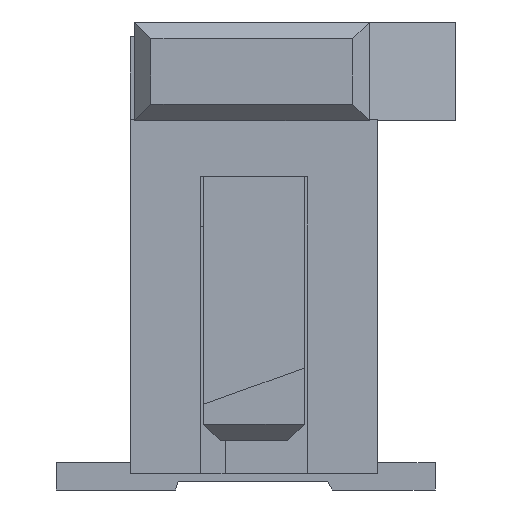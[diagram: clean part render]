
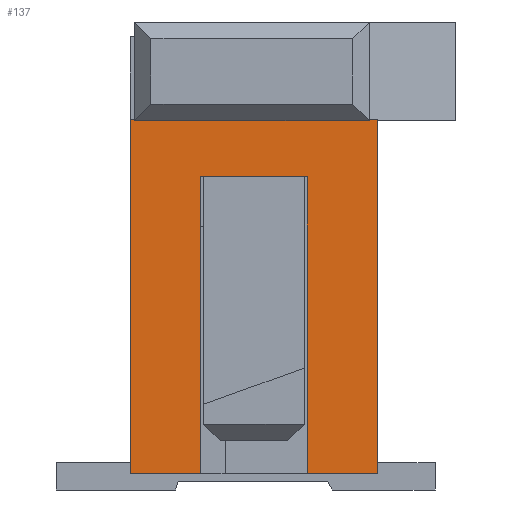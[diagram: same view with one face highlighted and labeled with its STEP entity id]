
A CAD part, left-side view. The second image highlights one B-rep face of the part: STEP entity #137.
In plain terms, the highlighted planar face has unit normal (-1, 0, 0).
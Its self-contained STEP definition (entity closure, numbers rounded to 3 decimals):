
#137=ADVANCED_FACE('',(#583),#584,.T.);
#583=FACE_OUTER_BOUND('',#1269,.T.);
#584=PLANE('',#1270);
#1269=EDGE_LOOP('',(#2715,#2716,#2717,#2718,#2719,#2720,#2721,#2722,#2723,#2724,#2725,#2726));
#1270=AXIS2_PLACEMENT_3D('',#2727,#2728,#2729);
#2715=ORIENTED_EDGE('',*,*,#5249,.T.);
#2716=ORIENTED_EDGE('',*,*,#4785,.T.);
#2717=ORIENTED_EDGE('',*,*,#5252,.F.);
#2718=ORIENTED_EDGE('',*,*,#5169,.F.);
#2719=ORIENTED_EDGE('',*,*,#5253,.T.);
#2720=ORIENTED_EDGE('',*,*,#5254,.F.);
#2721=ORIENTED_EDGE('',*,*,#5255,.F.);
#2722=ORIENTED_EDGE('',*,*,#5163,.F.);
#2723=ORIENTED_EDGE('',*,*,#5082,.T.);
#2724=ORIENTED_EDGE('',*,*,#4763,.T.);
#2725=ORIENTED_EDGE('',*,*,#4806,.F.);
#2726=ORIENTED_EDGE('',*,*,#4869,.F.);
#2727=CARTESIAN_POINT('',(-8.3,1.5,0.0));
#2728=DIRECTION('',(-1.0,0.0,0.0));
#2729=DIRECTION('',(0.0,0.0,1.0));
#4763=EDGE_CURVE('',#5771,#5772,#5773,.T.);
#4785=EDGE_CURVE('',#5816,#5814,#5817,.T.);
#4806=EDGE_CURVE('',#5855,#5772,#5858,.T.);
#4869=EDGE_CURVE('',#5975,#5855,#5977,.T.);
#5082=EDGE_CURVE('',#6353,#5771,#6354,.T.);
#5163=EDGE_CURVE('',#6353,#6490,#6491,.T.);
#5169=EDGE_CURVE('',#6500,#6502,#6503,.T.);
#5249=EDGE_CURVE('',#5975,#5816,#6641,.T.);
#5252=EDGE_CURVE('',#6502,#5814,#6644,.T.);
#5253=EDGE_CURVE('',#6500,#6645,#6646,.T.);
#5254=EDGE_CURVE('',#6647,#6645,#6648,.T.);
#5255=EDGE_CURVE('',#6490,#6647,#6649,.T.);
#5771=VERTEX_POINT('',#7445);
#5772=VERTEX_POINT('',#7446);
#5773=LINE('',#7447,#7448);
#5814=VERTEX_POINT('',#7509);
#5816=VERTEX_POINT('',#7512);
#5817=LINE('',#7513,#7514);
#5855=VERTEX_POINT('',#7571);
#5858=LINE('',#7575,#7576);
#5975=VERTEX_POINT('',#7754);
#5977=LINE('',#7757,#7758);
#6353=VERTEX_POINT('',#8344);
#6354=LINE('',#8345,#8346);
#6490=VERTEX_POINT('',#8562);
#6491=LINE('',#8563,#8564);
#6500=VERTEX_POINT('',#8577);
#6502=VERTEX_POINT('',#8580);
#6503=LINE('',#8581,#8582);
#6641=LINE('',#8798,#8799);
#6644=LINE('',#8804,#8805);
#6645=VERTEX_POINT('',#8806);
#6646=LINE('',#8807,#8808);
#6647=VERTEX_POINT('',#8809);
#6648=LINE('',#8810,#8811);
#6649=LINE('',#8812,#8813);
#7445=CARTESIAN_POINT('',(-8.3,-1.5,0.0));
#7446=CARTESIAN_POINT('',(-8.3,-1.4,0.0));
#7447=CARTESIAN_POINT('',(-8.3,-1.5,0.0));
#7448=VECTOR('',#10119,0.1);
#7509=CARTESIAN_POINT('',(-8.3,1.5,0.0));
#7512=CARTESIAN_POINT('',(-8.3,1.45,0.0));
#7513=CARTESIAN_POINT('',(-8.3,1.45,0.0));
#7514=VECTOR('',#10141,0.05);
#7571=CARTESIAN_POINT('',(-8.3,-1.4,-0.02));
#7575=CARTESIAN_POINT('',(-8.3,-1.4,-0.02));
#7576=VECTOR('',#10162,0.02);
#7754=CARTESIAN_POINT('',(-8.3,1.45,-0.02));
#7757=CARTESIAN_POINT('',(-8.3,1.45,-0.02));
#7758=VECTOR('',#10225,2.85);
#8344=CARTESIAN_POINT('',(-8.3,-1.5,-4.3));
#8345=CARTESIAN_POINT('',(-8.3,-1.5,-4.3));
#8346=VECTOR('',#10442,4.3);
#8562=CARTESIAN_POINT('',(-8.3,-0.65,-4.3));
#8563=CARTESIAN_POINT('',(-8.3,-1.5,-4.3));
#8564=VECTOR('',#10523,0.85);
#8577=CARTESIAN_POINT('',(-8.3,0.65,-4.3));
#8580=CARTESIAN_POINT('',(-8.3,1.5,-4.3));
#8581=CARTESIAN_POINT('',(-8.3,0.65,-4.3));
#8582=VECTOR('',#10529,0.85);
#8798=CARTESIAN_POINT('',(-8.3,1.45,-0.02));
#8799=VECTOR('',#10611,0.02);
#8804=CARTESIAN_POINT('',(-8.3,1.5,-4.3));
#8805=VECTOR('',#10614,4.3);
#8806=CARTESIAN_POINT('',(-8.3,0.65,-0.7));
#8807=CARTESIAN_POINT('',(-8.3,0.65,-4.3));
#8808=VECTOR('',#10615,3.6);
#8809=CARTESIAN_POINT('',(-8.3,-0.65,-0.7));
#8810=CARTESIAN_POINT('',(-8.3,-0.65,-0.7));
#8811=VECTOR('',#10616,1.3);
#8812=CARTESIAN_POINT('',(-8.3,-0.65,-4.3));
#8813=VECTOR('',#10617,3.6);
#10119=DIRECTION('',(0.0,1.0,0.0));
#10141=DIRECTION('',(0.0,1.0,0.0));
#10162=DIRECTION('',(0.0,0.0,1.0));
#10225=DIRECTION('',(0.0,-1.0,0.0));
#10442=DIRECTION('',(0.0,0.0,1.0));
#10523=DIRECTION('',(0.0,1.0,0.0));
#10529=DIRECTION('',(0.0,1.0,0.0));
#10611=DIRECTION('',(0.0,0.0,1.0));
#10614=DIRECTION('',(0.0,0.0,1.0));
#10615=DIRECTION('',(0.0,0.0,1.0));
#10616=DIRECTION('',(0.0,1.0,0.0));
#10617=DIRECTION('',(0.0,0.0,1.0));
